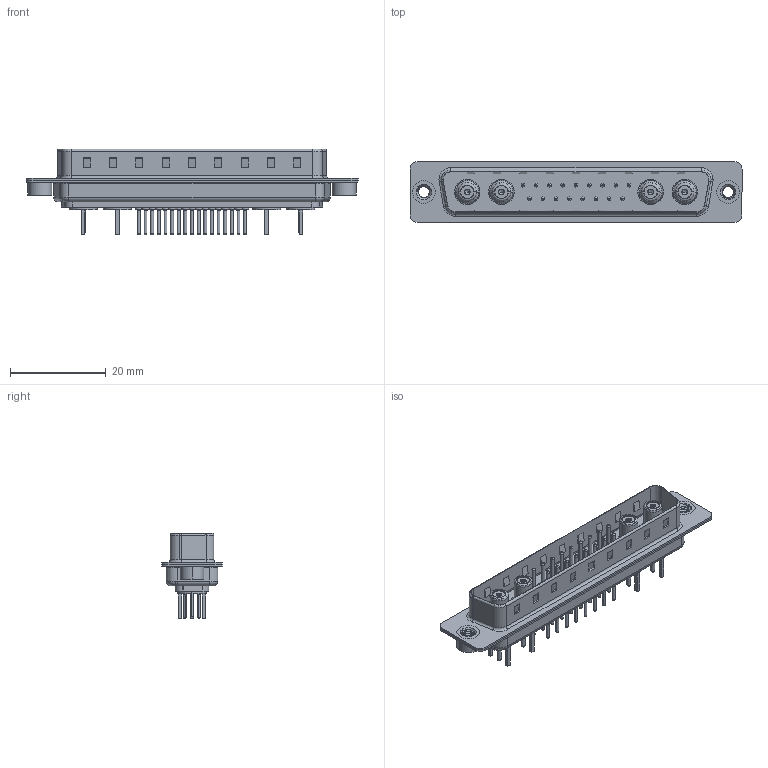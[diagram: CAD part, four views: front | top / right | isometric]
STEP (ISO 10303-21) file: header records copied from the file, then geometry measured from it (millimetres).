
FILE_DESCRIPTION (( 'STEP AP203' ), '1' );
FILE_NAME ('627-21W4624-5TA.STEP', '2019-05-30T19:37:56', ( '' ), ( '' ), 'SwSTEP 2.0', 'SolidWorks 2016', '' );
FILE_SCHEMA (( 'CONFIG_CONTROL_DESIGN' ));
Length unit declared in the file: millimetre
Products named in the file (14): Socket_Str; 627Combo Housing_21W4; Co-Ax Jack Assy_S; 627Combo Shell Rear_37 Contacts; 627Combo Threaded Rivet_2; 627Combo Shell Front_37 Contacts; 627Combo Contact Row 1_24; 627Combo Threaded Rivet_A; 627Combo Contact Row 2_24; Co-Ax Jack_Straight PC Tail; 627-21W4624-5TA; Insulator Socket; Insulator Socket 2; Locking Collar
Assembly tree (31 placements, depth 3):
  627-21W4624-5TA
    627Combo Housing_21W4
    627Combo Shell Rear_37 Contacts
    627Combo Shell Front_37 Contacts
    627Combo Threaded Rivet_A
    Co-Ax Jack Assy_S  x4
      Co-Ax Jack_Straight PC Tail
      Insulator Socket
      Insulator Socket 2
      Locking Collar
      Socket_Str
    627Combo Threaded Rivet_2
    627Combo Contact Row 1_24  x9
    627Combo Contact Row 2_24  x8
Bounding box: 69.3 x 12.6 x 17.9 mm (x, y, z)
Volume: 3854.2 mm3; surface area: 10759.6 mm2
Topology: 42 solids, 42 shells, 1484 faces, 3308 edges, 2036 vertices
Faces by surface type: cylinder 568, plane 510, torus 338, cone 46, bspline 14, sphere 8
Entity records: 26740 total; most frequent: CARTESIAN_POINT 7058, DIRECTION 3943, ORIENTED_EDGE 3502, EDGE_CURVE 1751, AXIS2_PLACEMENT_3D 1525, VERTEX_POINT 1112, EDGE_LOOP 899, VECTOR 893
